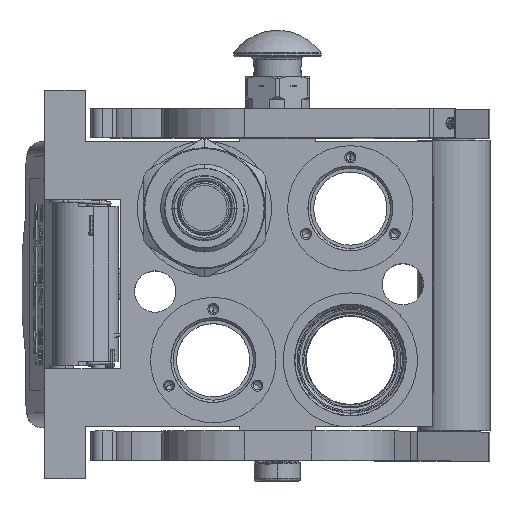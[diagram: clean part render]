
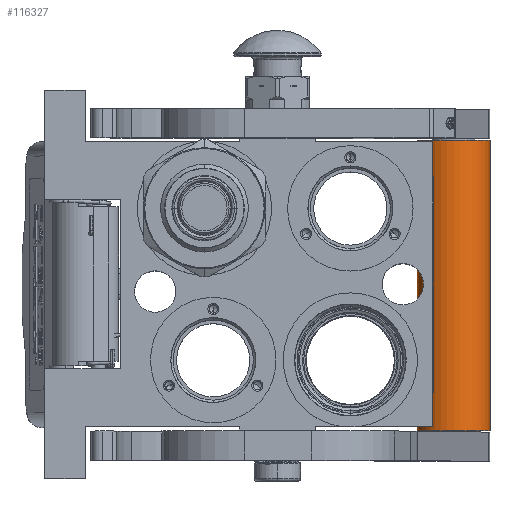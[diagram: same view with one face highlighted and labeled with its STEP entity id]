
A CAD part, top view. The second image highlights one B-rep face of the part: STEP entity #116327.
In plain terms, the highlighted cylindrical face has radius 12.5 mm (diameter 25 mm), a partial arc.
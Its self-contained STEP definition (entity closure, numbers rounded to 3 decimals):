
#2085 = DIRECTION ( 'NONE',  ( -1., 0., 0. ) ) ;
#7947 = ORIENTED_EDGE ( 'NONE', *, *, #86389, .T. ) ;
#8705 = AXIS2_PLACEMENT_3D ( 'NONE', #93897, #121361, #83465 ) ;
#10100 = ORIENTED_EDGE ( 'NONE', *, *, #19568, .F. ) ;
#19568 = EDGE_CURVE ( 'NONE', #68232, #50544, #115861, .T. ) ;
#20137 = VERTEX_POINT ( 'NONE', #46650 ) ;
#24582 = AXIS2_PLACEMENT_3D ( 'NONE', #48026, #96281, #38484 ) ;
#25156 = DIRECTION ( 'NONE',  ( -1., 0., 0. ) ) ;
#28126 = CARTESIAN_POINT ( 'NONE',  ( 5.25, 12.5, 0. ) ) ;
#29710 = CIRCLE ( 'NONE', #8705, 12.5 ) ;
#30752 = EDGE_CURVE ( 'NONE', #20137, #68232, #81303, .T. ) ;
#34104 = ORIENTED_EDGE ( 'NONE', *, *, #30752, .F. ) ;
#36364 = EDGE_CURVE ( 'NONE', #20137, #76001, #29710, .T. ) ;
#37320 = AXIS2_PLACEMENT_3D ( 'NONE', #100785, #25156, #110742 ) ;
#38484 = DIRECTION ( 'NONE',  ( 0., 1., 0. ) ) ;
#46650 = CARTESIAN_POINT ( 'NONE',  ( 5.25, 12.5, 0. ) ) ;
#48026 = CARTESIAN_POINT ( 'NONE',  ( -94.25, 0., 0. ) ) ;
#50544 = VERTEX_POINT ( 'NONE', #73614 ) ;
#55081 = DIRECTION ( 'NONE',  ( -1., 0., 0. ) ) ;
#56034 = ORIENTED_EDGE ( 'NONE', *, *, #36364, .T. ) ;
#57918 = VECTOR ( 'NONE', #2085, 1000. ) ;
#68232 = VERTEX_POINT ( 'NONE', #115625 ) ;
#73614 = CARTESIAN_POINT ( 'NONE',  ( -94.25, -12.5, 0. ) ) ;
#76001 = VERTEX_POINT ( 'NONE', #96098 ) ;
#81303 = LINE ( 'NONE', #28126, #82773 ) ;
#82747 = CYLINDRICAL_SURFACE ( 'NONE', #37320, 12.5 ) ;
#82773 = VECTOR ( 'NONE', #55081, 1000. ) ;
#83465 = DIRECTION ( 'NONE',  ( 0., 1., 0. ) ) ;
#86389 = EDGE_CURVE ( 'NONE', #76001, #50544, #121865, .T. ) ;
#87318 = CARTESIAN_POINT ( 'NONE',  ( 5.25, -12.5, 0. ) ) ;
#93897 = CARTESIAN_POINT ( 'NONE',  ( 5.25, 0., 0. ) ) ;
#96098 = CARTESIAN_POINT ( 'NONE',  ( 5.25, -12.5, 0. ) ) ;
#96281 = DIRECTION ( 'NONE',  ( -1., 0., 0. ) ) ;
#100785 = CARTESIAN_POINT ( 'NONE',  ( 0., 0., 0. ) ) ;
#104020 = EDGE_LOOP ( 'NONE', ( #56034, #7947, #10100, #34104 ) ) ;
#110742 = DIRECTION ( 'NONE',  ( 0., -1., 0. ) ) ;
#110994 = FACE_OUTER_BOUND ( 'NONE', #104020, .T. ) ;
#115625 = CARTESIAN_POINT ( 'NONE',  ( -94.25, 12.5, 0. ) ) ;
#115861 = CIRCLE ( 'NONE', #24582, 12.5 ) ;
#116327 = ADVANCED_FACE ( 'NONE', ( #110994 ), #82747, .T. ) ;
#121361 = DIRECTION ( 'NONE',  ( -1., 0., 0. ) ) ;
#121865 = LINE ( 'NONE', #87318, #57918 ) ;
